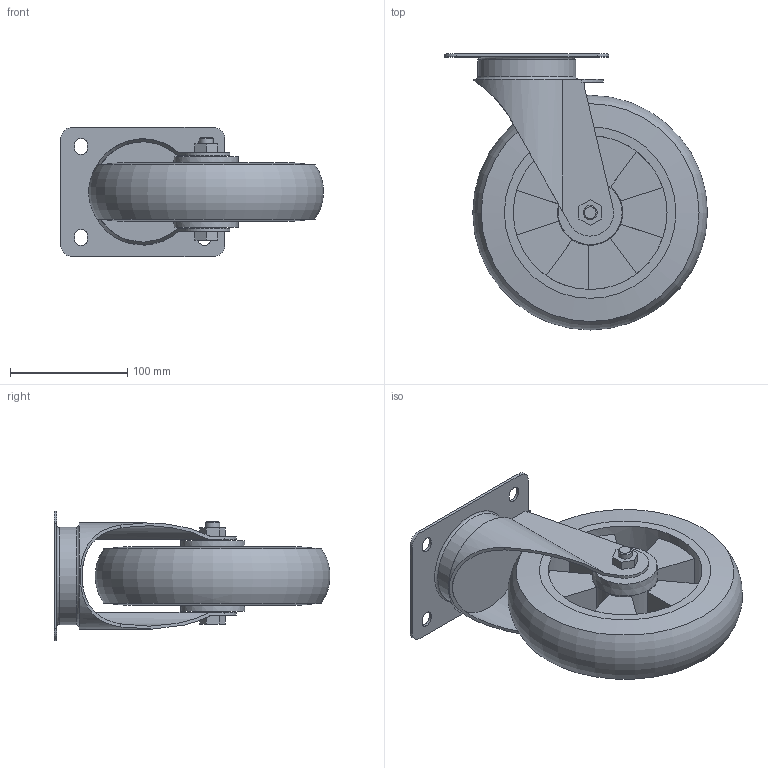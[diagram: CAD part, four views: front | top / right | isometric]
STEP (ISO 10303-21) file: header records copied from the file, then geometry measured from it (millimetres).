
FILE_DESCRIPTION(/* description */ ('STEP AP203'),/* implementation_level */ '2;1');
FILE_NAME(/* name */ 'K1766.102000500',/* time_stamp */ '2025-06-24T16:06:36+02:00',/* author */ ('License CC BY-ND 4.0'),/* organization */ ('CADENAS'),/* preprocessor_version */ 'ST-DEVELOPER v19.3',/* originating_system */ 'PARTsolutions',/* authorisation */ ' ');
FILE_SCHEMA (('CONFIG_CONTROL_DESIGN'));
Length unit declared in the file: millimetre
Products named in the file (1): K1766.102000500
Bounding box: 223.92 x 234.92 x 110 mm (x, y, z)
Volume: 1198620.5 mm3; surface area: 210212.8 mm2
Topology: 1 solids, 1 shells, 133 faces, 358 edges, 237 vertices
Faces by surface type: plane 91, cylinder 33, cone 5, torus 4
Full cylindrical faces by diameter (mm): 12 x1, 20 x2, 55.5 x2, 83.2 x1, 131 x2
Entity records: 4126 total; most frequent: CARTESIAN_POINT 746, DIRECTION 714, ORIENTED_EDGE 666, EDGE_CURVE 333, AXIS2_PLACEMENT_3D 249, VERTEX_POINT 229, LINE 216, VECTOR 216
